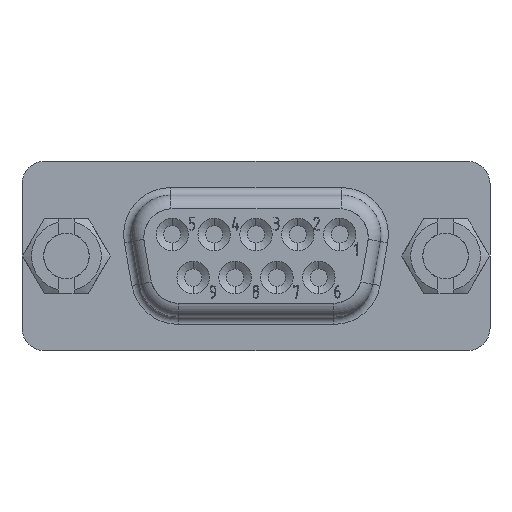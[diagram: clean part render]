
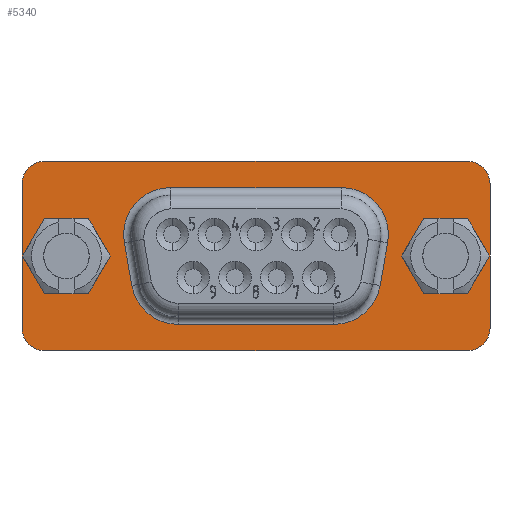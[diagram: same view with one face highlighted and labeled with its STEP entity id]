
A CAD part, front view. The second image highlights one B-rep face of the part: STEP entity #5340.
In plain terms, the highlighted face is planar.
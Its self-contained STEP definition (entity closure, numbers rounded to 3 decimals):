
#2620=CARTESIAN_POINT('',(-111.45,-123.56,10.13));
#2630=VERTEX_POINT('',#2620);
#2660=CARTESIAN_POINT('',(103.037,-123.56,10.13));
#2670=DIRECTION('',(-1.,0.,0.));
#2680=VECTOR('',#2670,1.);
#2690=LINE('',#2660,#2680);
#2700=CARTESIAN_POINT('',(-83.59,-123.56,10.13));
#2710=VERTEX_POINT('',#2700);
#2720=EDGE_CURVE('',#2710,#2630,#2690,.T.);
#2980=CARTESIAN_POINT('',(-89.935,-130.47,10.13));
#2990=DIRECTION('',(0.,0.,-1.));
#3000=DIRECTION('',(0.,-1.,0.));
#3010=AXIS2_PLACEMENT_3D('',#2980,#2990,#3000);
#3020=PLANE('',#3010);
#3030=CARTESIAN_POINT('',(103.037,-127.31,10.13));
#3040=DIRECTION('',(1.,0.,0.));
#3050=VECTOR('',#3040,1.);
#3060=LINE('',#3030,#3050);
#3070=CARTESIAN_POINT('',(-111.463,-127.31,10.13));
#3080=VERTEX_POINT('',#3070);
#3090=CARTESIAN_POINT('',(-108.577,-127.31,10.13));
#3100=VERTEX_POINT('',#3090);
#3110=EDGE_CURVE('',#3080,#3100,#3060,.T.);
#3120=ORIENTED_EDGE('',*,*,#3110,.F.);
#3130=CARTESIAN_POINT('',(-231.804,86.126,10.13))
;
#3140=DIRECTION('',(0.5,-0.866,0.));
#3150=VECTOR('',#3140,1.);
#3160=LINE('',#3130,#3150);
#3170=CARTESIAN_POINT('',(-107.133,-129.81,10.13));
#3180=VERTEX_POINT('',#3170);
#3190=EDGE_CURVE('',#3100,#3180,#3160,.T.);
#3200=ORIENTED_EDGE('',*,*,#3190,.F.);
#3210=CARTESIAN_POINT('',(17.537,86.126,10.13));
#3220=DIRECTION('',(0.5,0.866,0.));
#3230=VECTOR('',#3220,1.);
#3240=LINE('',#3210,#3230);
#3250=CARTESIAN_POINT('',(-108.577,-132.31,10.13));
#3260=VERTEX_POINT('',#3250);
#3270=EDGE_CURVE('',#3260,#3180,#3240,.T.);
#3280=ORIENTED_EDGE('',*,*,#3270,.T.);
#3290=CARTESIAN_POINT('',(103.037,-132.31,10.13));
#3300=DIRECTION('',(1.,0.,0.));
#3310=VECTOR('',#3300,1.);
#3320=LINE('',#3290,#3310);
#3330=CARTESIAN_POINT('',(-111.463,-132.31,10.13));
#3340=VERTEX_POINT('',#3330);
#3350=EDGE_CURVE('',#3340,#3260,#3320,.T.);
#3360=ORIENTED_EDGE('',*,*,#3350,.T.);
#3370=CARTESIAN_POINT('',(-237.577,86.126,10.13));
#3380=DIRECTION('',(0.5,-0.866,0.));
#3390=VECTOR('',#3380,1.);
#3400=LINE('',#3370,#3390);
#3410=CARTESIAN_POINT('',(-112.907,-129.81,10.13));
#3420=VERTEX_POINT('',#3410);
#3430=EDGE_CURVE('',#3420,#3340,#3400,.T.);
#3440=ORIENTED_EDGE('',*,*,#3430,.T.);
#3450=CARTESIAN_POINT('',(11.764,86.126,10.13));
#3460=DIRECTION('',(0.5,0.866,0.));
#3470=VECTOR('',#3460,1.);
#3480=LINE('',#3450,#3470);
#3490=EDGE_CURVE('',#3420,#3080,#3480,.T.);
#3500=ORIENTED_EDGE('',*,*,#3490,.F.);
#3510=EDGE_LOOP('',(#3500,#3440,#3360,#3280,#3200,#3120));
#3520=FACE_BOUND('',#3510,.T.);
#3530=CARTESIAN_POINT('',(-103.15,-128.4,10.13));
#3540=DIRECTION('',(0.,0.,-1.));
#3550=DIRECTION('',(0.,-1.,0.));
#3560=AXIS2_PLACEMENT_3D('',#3530,#3540,#3550);
#3570=CIRCLE('',#3560,3.1);
#3580=CARTESIAN_POINT('',(-106.203,-128.938,10.13));
#3590=VERTEX_POINT('',#3580);
#3600=CARTESIAN_POINT('',(-103.15,-125.3,10.13));
#3610=VERTEX_POINT('',#3600);
#3620=EDGE_CURVE('',#3590,#3610,#3570,.T.);
#3630=ORIENTED_EDGE('',*,*,#3620,.F.);
#3640=CARTESIAN_POINT('',(103.037,-125.3,10.13));
#3650=DIRECTION('',(1.,0.,0.));
#3660=VECTOR('',#3650,1.);
#3670=LINE('',#3640,#3660);
#3680=CARTESIAN_POINT('',(-91.89,-125.3,10.13));
#3690=VERTEX_POINT('',#3680);
#3700=EDGE_CURVE('',#3610,#3690,#3670,.T.);
#3710=ORIENTED_EDGE('',*,*,#3700,.F.);
#3720=CARTESIAN_POINT('',(-91.89,-128.4,10.13));
#3730=DIRECTION('',(0.,0.,-1.));
#3740=DIRECTION('',(0.,-1.,0.));
#3750=AXIS2_PLACEMENT_3D('',#3720,#3730,#3740);
#3760=CIRCLE('',#3750,3.1);
#3770=CARTESIAN_POINT('',(-88.837,-128.938,10.13));
#3780=VERTEX_POINT('',#3770);
#3790=EDGE_CURVE('',#3690,#3780,#3760,.T.);
#3800=ORIENTED_EDGE('',*,*,#3790,.F.);
#3810=CARTESIAN_POINT('',(-50.916,86.126,10.13))
;
#3820=DIRECTION('',(0.174,0.985,
0.));
#3830=VECTOR('',#3820,1.);
#3840=LINE('',#3810,#3830);
#3850=CARTESIAN_POINT('',(-89.334,-131.758,10.13));
#3860=VERTEX_POINT('',#3850);
#3870=EDGE_CURVE('',#3860,#3780,#3840,.T.);
#3880=ORIENTED_EDGE('',*,*,#3870,.T.);
#3890=CARTESIAN_POINT('',(-92.387,-131.22,10.13));
#3900=DIRECTION('',(0.,0.,1.));
#3910=DIRECTION('',(0.,1.,0.));
#3920=AXIS2_PLACEMENT_3D('',#3890,#3900,#3910);
#3930=CIRCLE('',#3920,3.1);
#3940=CARTESIAN_POINT('',(-92.387,-134.32,10.13));
#3950=VERTEX_POINT('',#3940);
#3960=EDGE_CURVE('',#3950,#3860,#3930,.T.);
#3970=ORIENTED_EDGE('',*,*,#3960,.T.);
#3980=CARTESIAN_POINT('',(103.037,-134.32,10.13));
#3990=DIRECTION('',(1.,0.,0.));
#4000=VECTOR('',#3990,1.);
#4010=LINE('',#3980,#4000);
#4020=CARTESIAN_POINT('',(-102.653,-134.32,10.13));
#4030=VERTEX_POINT('',#4020);
#4040=EDGE_CURVE('',#4030,#3950,#4010,.T.);
#4050=ORIENTED_EDGE('',*,*,#4040,.T.);
#4060=CARTESIAN_POINT('',(-102.653,-131.22,10.13));
#4070=DIRECTION('',(0.,0.,1.));
#4080=DIRECTION('',(0.,1.,0.));
#4090=AXIS2_PLACEMENT_3D('',#4060,#4070,#4080);
#4100=CIRCLE('',#4090,3.1);
#4110=CARTESIAN_POINT('',(-105.706,-131.758,10.13));
#4120=VERTEX_POINT('',#4110);
#4130=EDGE_CURVE('',#4120,#4030,#4100,.T.);
#4140=ORIENTED_EDGE('',*,*,#4130,.T.);
#4150=CARTESIAN_POINT('',(-144.124,86.126,10.13))
;
#4160=DIRECTION('',(0.174,-0.985,
0.));
#4170=VECTOR('',#4160,1.);
#4180=LINE('',#4150,#4170);
#4190=EDGE_CURVE('',#3590,#4120,#4180,.T.);
#4200=ORIENTED_EDGE('',*,*,#4190,.T.);
#4210=EDGE_LOOP('',(#4200,#4140,#4050,#3970,#3880,#3800,#3710,#3630));
#4220=FACE_BOUND('',#4210,.T.);
#4230=CARTESIAN_POINT('',(-212.577,86.126,10.13));
#4240=DIRECTION('',(0.5,-0.866,0.));
#4250=VECTOR('',#4240,1.);
#4260=LINE('',#4230,#4250);
#4270=CARTESIAN_POINT('',(-87.907,-129.81,10.13));
#4280=VERTEX_POINT('',#4270);
#4290=CARTESIAN_POINT('',(-86.463,-132.31,10.13));
#4300=VERTEX_POINT('',#4290);
#4310=EDGE_CURVE('',#4280,#4300,#4260,.T.);
#4320=ORIENTED_EDGE('',*,*,#4310,.T.);
#4330=CARTESIAN_POINT('',(36.764,86.126,10.13));
#4340=DIRECTION('',(0.5,0.866,0.));
#4350=VECTOR('',#4340,1.);
#4360=LINE('',#4330,#4350);
#4370=CARTESIAN_POINT('',(-86.463,-127.31,10.13));
#4380=VERTEX_POINT('',#4370);
#4390=EDGE_CURVE('',#4280,#4380,#4360,.T.);
#4400=ORIENTED_EDGE('',*,*,#4390,.F.);
#4410=CARTESIAN_POINT('',(103.037,-127.31,10.13));
#4420=DIRECTION('',(1.,0.,0.));
#4430=VECTOR('',#4420,1.);
#4440=LINE('',#4410,#4430);
#4450=CARTESIAN_POINT('',(-83.577,-127.31,10.13));
#4460=VERTEX_POINT('',#4450);
#4470=EDGE_CURVE('',#4380,#4460,#4440,.T.);
#4480=ORIENTED_EDGE('',*,*,#4470,.F.);
#4490=CARTESIAN_POINT('',(-206.804,86.126,10.13))
;
#4500=DIRECTION('',(0.5,-0.866,0.));
#4510=VECTOR('',#4500,1.);
#4520=LINE('',#4490,#4510);
#4530=CARTESIAN_POINT('',(-82.133,-129.81,10.13));
#4540=VERTEX_POINT('',#4530);
#4550=EDGE_CURVE('',#4460,#4540,#4520,.T.);
#4560=ORIENTED_EDGE('',*,*,#4550,.F.);
#4570=CARTESIAN_POINT('',(42.537,86.126,10.13));
#4580=DIRECTION('',(0.5,0.866,0.));
#4590=VECTOR('',#4580,1.);
#4600=LINE('',#4570,#4590);
#4610=CARTESIAN_POINT('',(-83.577,-132.31,10.13));
#4620=VERTEX_POINT('',#4610);
#4630=EDGE_CURVE('',#4620,#4540,#4600,.T.);
#4640=ORIENTED_EDGE('',*,*,#4630,.T.);
#4650=CARTESIAN_POINT('',(103.037,-132.31,10.13));
#4660=DIRECTION('',(1.,0.,0.));
#4670=VECTOR('',#4660,1.);
#4680=LINE('',#4650,#4670);
#4690=EDGE_CURVE('',#4300,#4620,#4680,.T.);
#4700=ORIENTED_EDGE('',*,*,#4690,.T.);
#4710=EDGE_LOOP('',(#4700,#4640,#4560,#4480,#4400,#4320));
#4720=FACE_BOUND('',#4710,.T.);
#4730=CARTESIAN_POINT('',(-83.59,-134.56,10.13));
#4740=DIRECTION('',(0.,0.,-1.));
#4750=DIRECTION('',(0.,-1.,0.));
#4760=AXIS2_PLACEMENT_3D('',#4730,#4740,#4750);
#4770=CIRCLE('',#4760,1.5);
#4780=CARTESIAN_POINT('',(-82.09,-134.56,10.13));
#4790=VERTEX_POINT('',#4780);
#4800=CARTESIAN_POINT('',(-83.59,-136.06,10.13));
#4810=VERTEX_POINT('',#4800);
#4820=EDGE_CURVE('',#4790,#4810,#4770,.T.);
#4830=ORIENTED_EDGE('',*,*,#4820,.T.);
#4840=CARTESIAN_POINT('',(-82.09,-107.999,10.13));
#4850=DIRECTION('',(0.,1.,0.));
#4860=VECTOR('',#4850,1.);
#4870=LINE('',#4840,#4860);
#4880=CARTESIAN_POINT('',(-82.09,-125.06,10.13));
#4890=VERTEX_POINT('',#4880);
#4900=EDGE_CURVE('',#4790,#4890,#4870,.T.);
#4910=ORIENTED_EDGE('',*,*,#4900,.F.);
#4920=CARTESIAN_POINT('',(-83.59,-125.06,10.13));
#4930=DIRECTION('',(0.,0.,1.));
#4940=DIRECTION('',(0.,1.,0.));
#4950=AXIS2_PLACEMENT_3D('',#4920,#4930,#4940);
#4960=CIRCLE('',#4950,1.5);
#4970=EDGE_CURVE('',#4890,#2710,#4960,.T.);
#4980=ORIENTED_EDGE('',*,*,#4970,.F.);
#4990=ORIENTED_EDGE('',*,*,#2720,.F.);
#5000=CARTESIAN_POINT('',(-111.45,-125.06,10.13));
#5010=DIRECTION('',(0.,0.,-1.));
#5020=DIRECTION('',(0.,-1.,0.));
#5030=AXIS2_PLACEMENT_3D('',#5000,#5010,#5020);
#5040=CIRCLE('',#5030,1.5);
#5050=CARTESIAN_POINT('',(-112.95,-125.06,10.13));
#5060=VERTEX_POINT('',#5050);
#5070=EDGE_CURVE('',#5060,#2630,#5040,.T.);
#5080=ORIENTED_EDGE('',*,*,#5070,.T.);
#5090=CARTESIAN_POINT('',(-112.95,-107.999,10.13));
#5100=DIRECTION('',(0.,-1.,0.));
#5110=VECTOR('',#5100,1.);
#5120=LINE('',#5090,#5110);
#5130=CARTESIAN_POINT('',(-112.95,-134.56,10.13));
#5140=VERTEX_POINT('',#5130);
#5150=EDGE_CURVE('',#5060,#5140,#5120,.T.);
#5160=ORIENTED_EDGE('',*,*,#5150,.F.);
#5170=CARTESIAN_POINT('',(-111.45,-134.56,10.13));
#5180=DIRECTION('',(0.,0.,1.));
#5190=DIRECTION('',(0.,1.,0.));
#5200=AXIS2_PLACEMENT_3D('',#5170,#5180,#5190);
#5210=CIRCLE('',#5200,1.5);
#5220=CARTESIAN_POINT('',(-111.45,-136.06,10.13));
#5230=VERTEX_POINT('',#5220);
#5240=EDGE_CURVE('',#5140,#5230,#5210,.T.);
#5250=ORIENTED_EDGE('',*,*,#5240,.F.);
#5260=CARTESIAN_POINT('',(-114.511,-136.06,10.13));
#5270=DIRECTION('',(-1.,0.,0.));
#5280=VECTOR('',#5270,1.);
#5290=LINE('',#5260,#5280);
#5300=EDGE_CURVE('',#4810,#5230,#5290,.T.);
#5310=ORIENTED_EDGE('',*,*,#5300,.T.);
#5320=EDGE_LOOP('',(#5310,#5250,#5160,#5080,#4990,#4980,#4910,#4830));
#5330=FACE_OUTER_BOUND('',#5320,.T.);
#5340=ADVANCED_FACE('',(#3520,#4220,#4720,#5330),#3020,.T.);
